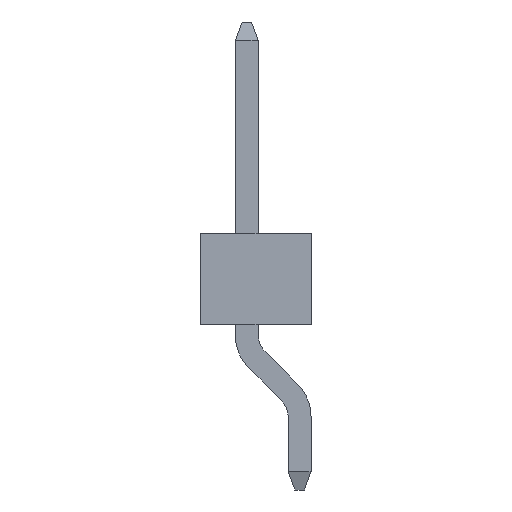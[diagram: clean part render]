
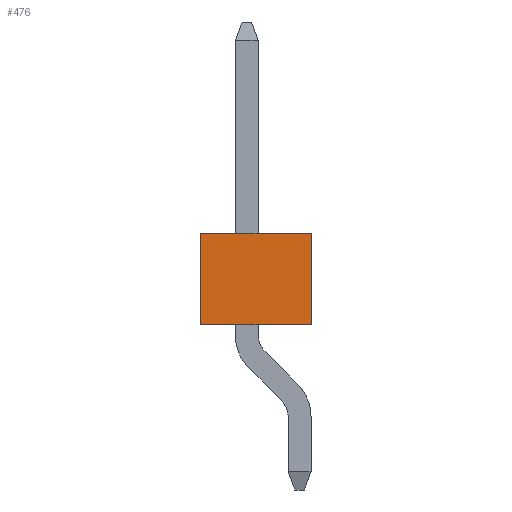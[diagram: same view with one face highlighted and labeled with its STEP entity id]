
A CAD part, left-side view. The second image highlights one B-rep face of the part: STEP entity #476.
In plain terms, the highlighted planar face has unit normal (-1, 0, 0).
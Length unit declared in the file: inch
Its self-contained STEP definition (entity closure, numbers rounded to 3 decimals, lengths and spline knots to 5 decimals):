
#476 = ADVANCED_FACE( '', ( #988 ), #989, .F. );
#988 = FACE_OUTER_BOUND( '', #1540, .T. );
#989 = PLANE( '', #1541 );
#1540 = EDGE_LOOP( '', ( #2846, #2847, #2848, #2849 ) );
#1541 = AXIS2_PLACEMENT_3D( '', #2850, #2851, #2852 );
#2846 = ORIENTED_EDGE( '', *, *, #3920, .T. );
#2847 = ORIENTED_EDGE( '', *, *, #3926, .F. );
#2848 = ORIENTED_EDGE( '', *, *, #3927, .F. );
#2849 = ORIENTED_EDGE( '', *, *, #3928, .T. );
#2850 = CARTESIAN_POINT( '', ( -0.25, 0.06, 0.05 ) );
#2851 = DIRECTION( '', ( 1., 0., 0. ) );
#2852 = DIRECTION( '', ( 0., 0., -1. ) );
#3920 = EDGE_CURVE( '', #4863, #4861, #4864, .T. );
#3926 = EDGE_CURVE( '', #4870, #4861, #4871, .T. );
#3927 = EDGE_CURVE( '', #4872, #4870, #4873, .T. );
#3928 = EDGE_CURVE( '', #4872, #4863, #4874, .T. );
#4861 = VERTEX_POINT( '', #6203 );
#4863 = VERTEX_POINT( '', #6206 );
#4864 = LINE( '', #6207, #6208 );
#4870 = VERTEX_POINT( '', #6216 );
#4871 = LINE( '', #6217, #6218 );
#4872 = VERTEX_POINT( '', #6219 );
#4873 = LINE( '', #6220, #6221 );
#4874 = LINE( '', #6222, #6223 );
#6203 = CARTESIAN_POINT( '', ( -0.25, -0.06, -0.05 ) );
#6206 = CARTESIAN_POINT( '', ( -0.25, 0.06, -0.05 ) );
#6207 = CARTESIAN_POINT( '', ( -0.25, 0.06, -0.05 ) );
#6208 = VECTOR( '', #6885, 39.37008 );
#6216 = CARTESIAN_POINT( '', ( -0.25, -0.06, 0.05 ) );
#6217 = CARTESIAN_POINT( '', ( -0.25, -0.06, 0.05 ) );
#6218 = VECTOR( '', #6888, 39.37008 );
#6219 = CARTESIAN_POINT( '', ( -0.25, 0.06, 0.05 ) );
#6220 = CARTESIAN_POINT( '', ( -0.25, 0.06, 0.05 ) );
#6221 = VECTOR( '', #6889, 39.37008 );
#6222 = CARTESIAN_POINT( '', ( -0.25, 0.06, 0.05 ) );
#6223 = VECTOR( '', #6890, 39.37008 );
#6885 = DIRECTION( '', ( 0., -1., 0. ) );
#6888 = DIRECTION( '', ( 0., 0., -1. ) );
#6889 = DIRECTION( '', ( 0., -1., 0. ) );
#6890 = DIRECTION( '', ( 0., 0., -1. ) );
